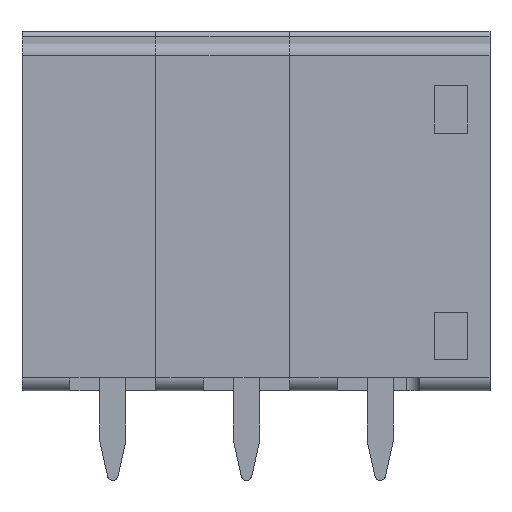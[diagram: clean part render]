
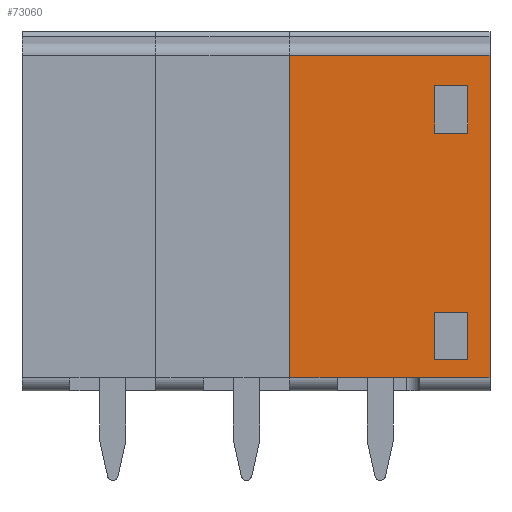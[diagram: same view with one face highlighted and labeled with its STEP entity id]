
A CAD part, front view. The second image highlights one B-rep face of the part: STEP entity #73060.
In plain terms, the highlighted planar face has unit normal (0, -1, 0).
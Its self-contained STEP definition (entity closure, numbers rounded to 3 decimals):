
#48630=CARTESIAN_POINT('',(-49.703,23.741,5.52));
#48640=VERTEX_POINT('',#48630);
#48690=CARTESIAN_POINT('',(-49.703,23.741,0.));
#48700=DIRECTION('',(0.,0.,1.));
#48710=VECTOR('',#48700,1.);
#48720=LINE('',#48690,#48710);
#48730=CARTESIAN_POINT('',(-49.703,23.741,6.78));
#48740=VERTEX_POINT('',#48730);
#48750=EDGE_CURVE('',#48640,#48740,#48720,.T.);
#49120=CARTESIAN_POINT('',(-47.903,23.741,6.78));
#49130=VERTEX_POINT('',#49120);
#49160=CARTESIAN_POINT('',(-47.903,23.741,0.));
#49170=DIRECTION('',(0.,0.,1.));
#49180=VECTOR('',#49170,1.);
#49190=LINE('',#49160,#49180);
#49200=CARTESIAN_POINT('',(-47.903,23.741,5.52));
#49210=VERTEX_POINT('',#49200);
#49220=EDGE_CURVE('',#49210,#49130,#49190,.T.);
#54010=CARTESIAN_POINT('',(0.,23.741,6.78));
#54020=DIRECTION('',(-1.,0.,0.));
#54030=VECTOR('',#54020,1.);
#54040=LINE('',#54010,#54030);
#54050=EDGE_CURVE('',#49130,#48740,#54040,.T.);
#69030=CARTESIAN_POINT('',(-38.608,23.741,1.82));
#69040=VERTEX_POINT('',#69030);
#69070=CARTESIAN_POINT('',(-38.608,23.741,0.));
#69080=DIRECTION('',(0.,0.,-1.));
#69090=VECTOR('',#69080,1.);
#69100=LINE('',#69070,#69090);
#69110=CARTESIAN_POINT('',(-38.608,23.741,4.95));
#69120=VERTEX_POINT('',#69110);
#69130=EDGE_CURVE('',#69120,#69040,#69100,.T.);
#70160=CARTESIAN_POINT('',(0.,23.741,5.52));
#70170=DIRECTION('',(-1.,0.,0.));
#70180=VECTOR('',#70170,1.);
#70190=LINE('',#70160,#70180);
#70200=EDGE_CURVE('',#49210,#48640,#70190,.T.);
#72200=CARTESIAN_POINT('',(-47.6,23.741,
5.307));
#72210=DIRECTION('',(0.,-1.,0.));
#72220=DIRECTION('',(1.,0.,0.));
#72230=AXIS2_PLACEMENT_3D('',#72200,#72210,#72220);
#72240=PLANE('',#72230);
#72250=CARTESIAN_POINT('',(0.,23.741,5.52));
#72260=DIRECTION('',(-1.,0.,0.));
#72270=VECTOR('',#72260,1.);
#72280=LINE('',#72250,#72270);
#72290=CARTESIAN_POINT('',(-39.303,23.741,5.52));
#72300=VERTEX_POINT('',#72290);
#72310=CARTESIAN_POINT('',(-41.103,23.741,5.52));
#72320=VERTEX_POINT('',#72310);
#72330=EDGE_CURVE('',#72300,#72320,#72280,.T.);
#72340=ORIENTED_EDGE('',*,*,#72330,.T.);
#72350=CARTESIAN_POINT('',(-39.303,23.741,0.));
#72360=DIRECTION('',(0.,0.,1.));
#72370=VECTOR('',#72360,1.);
#72380=LINE('',#72350,#72370);
#72390=CARTESIAN_POINT('',(-39.303,23.741,6.78));
#72400=VERTEX_POINT('',#72390);
#72410=EDGE_CURVE('',#72300,#72400,#72380,.T.);
#72420=ORIENTED_EDGE('',*,*,#72410,.F.);
#72430=CARTESIAN_POINT('',(0.,23.741,6.78));
#72440=DIRECTION('',(1.,0.,0.));
#72450=VECTOR('',#72440,1.);
#72460=LINE('',#72430,#72450);
#72470=CARTESIAN_POINT('',(-41.103,23.741,6.78));
#72480=VERTEX_POINT('',#72470);
#72490=EDGE_CURVE('',#72480,#72400,#72460,.T.);
#72500=ORIENTED_EDGE('',*,*,#72490,.T.);
#72510=CARTESIAN_POINT('',(-41.103,23.741,0.));
#72520=DIRECTION('',(0.,0.,1.));
#72530=VECTOR('',#72520,1.);
#72540=LINE('',#72510,#72530);
#72550=EDGE_CURVE('',#72320,#72480,#72540,.T.);
#72560=ORIENTED_EDGE('',*,*,#72550,.T.);
#72570=EDGE_LOOP('',(#72560,#72500,#72420,#72340));
#72580=FACE_BOUND('',#72570,.T.);
#72590=ORIENTED_EDGE('',*,*,#54050,.F.);
#72600=ORIENTED_EDGE('',*,*,#48750,.T.);
#72610=ORIENTED_EDGE('',*,*,#70200,.T.);
#72620=ORIENTED_EDGE('',*,*,#49220,.F.);
#72630=EDGE_LOOP('',(#72620,#72610,#72600,#72590));
#72640=FACE_BOUND('',#72630,.T.);
#72650=ORIENTED_EDGE('',*,*,#69130,.F.);
#72660=CARTESIAN_POINT('',(-38.608,23.741,0.));
#72670=DIRECTION('',(0.,0.,-1.));
#72680=VECTOR('',#72670,1.);
#72690=LINE('',#72660,#72680);
#72700=CARTESIAN_POINT('',(-38.608,23.741,0.));
#72710=VERTEX_POINT('',#72700);
#72720=EDGE_CURVE('',#69040,#72710,#72690,.T.);
#72730=ORIENTED_EDGE('',*,*,#72720,.F.);
#72740=CARTESIAN_POINT('',(0.,23.741,0.));
#72750=DIRECTION('',(1.,0.,0.));
#72760=VECTOR('',#72750,1.);
#72770=LINE('',#72740,#72760);
#72780=CARTESIAN_POINT('',(-50.858,23.741,0.));
#72790=VERTEX_POINT('',#72780);
#72800=EDGE_CURVE('',#72790,#72710,#72770,.T.);
#72810=ORIENTED_EDGE('',*,*,#72800,.T.);
#72820=CARTESIAN_POINT('',(-50.858,23.741,0.));
#72830=DIRECTION('',(0.,0.,1.));
#72840=VECTOR('',#72830,1.);
#72850=LINE('',#72820,#72840);
#72860=CARTESIAN_POINT('',(-50.858,23.741,7.62));
#72870=VERTEX_POINT('',#72860);
#72880=EDGE_CURVE('',#72790,#72870,#72850,.T.);
#72890=ORIENTED_EDGE('',*,*,#72880,.F.);
#72900=CARTESIAN_POINT('',(0.,23.741,7.62));
#72910=DIRECTION('',(-1.,0.,0.));
#72920=VECTOR('',#72910,1.);
#72930=LINE('',#72900,#72920);
#72940=CARTESIAN_POINT('',(-38.608,23.741,7.62));
#72950=VERTEX_POINT('',#72940);
#72960=EDGE_CURVE('',#72950,#72870,#72930,.T.);
#72970=ORIENTED_EDGE('',*,*,#72960,.T.);
#72980=CARTESIAN_POINT('',(-38.608,23.741,0.));
#72990=DIRECTION('',(0.,0.,-1.));
#73000=VECTOR('',#72990,1.);
#73010=LINE('',#72980,#73000);
#73020=EDGE_CURVE('',#72950,#69120,#73010,.T.);
#73030=ORIENTED_EDGE('',*,*,#73020,.F.);
#73040=EDGE_LOOP('',(#73030,#72970,#72890,#72810,#72730,#72650));
#73050=FACE_OUTER_BOUND('',#73040,.T.);
#73060=ADVANCED_FACE('',(#72580,#72640,#73050),#72240,.T.);
